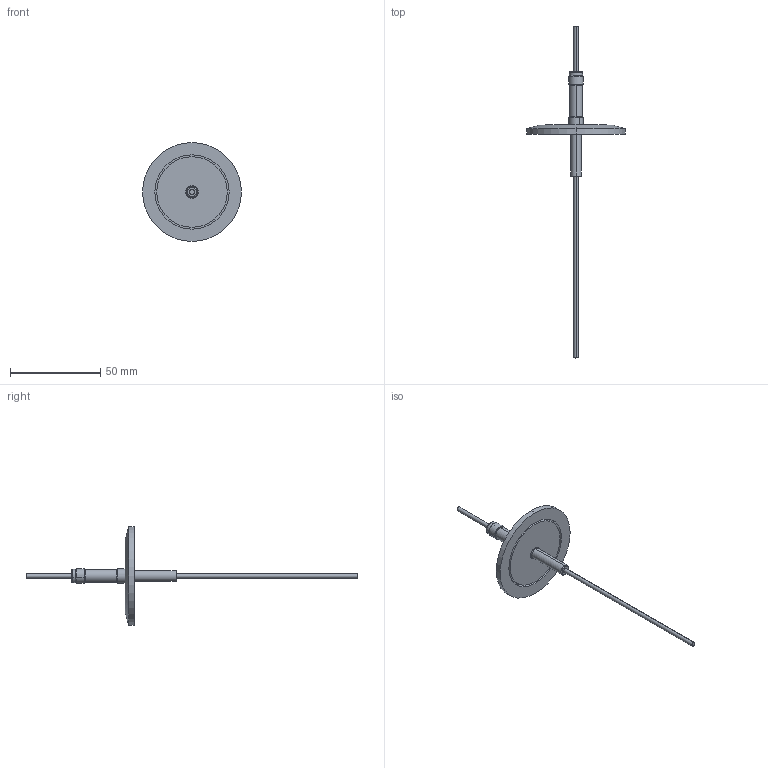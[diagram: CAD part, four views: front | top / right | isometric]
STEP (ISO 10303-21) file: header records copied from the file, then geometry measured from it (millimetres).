
FILE_DESCRIPTION (( 'STEP AP203' ), '1' );
FILE_NAME ('A0508-9-QF.STEP', '2013-06-10T13:19:35', ( '' ), ( '' ), 'SwSTEP 2.0', 'SolidWorks 2012', '' );
FILE_SCHEMA (( 'CONFIG_CONTROL_DESIGN' ));
Length unit declared in the file: inch
Products named in the file (1): A0508-9-QF
Bounding box: 54.86 x 184.15 x 54.86 mm (x, y, z)
Volume: 12811.9 mm3; surface area: 9233 mm2
Topology: 1 solids, 1 shells, 72 faces, 148 edges, 88 vertices
Faces by surface type: cylinder 38, cone 16, plane 12, torus 6
Entity records: 1989 total; most frequent: DIRECTION 388, CARTESIAN_POINT 309, ORIENTED_EDGE 296, AXIS2_PLACEMENT_3D 167, EDGE_CURVE 148, CIRCLE 94, VERTEX_POINT 88, EDGE_LOOP 82
